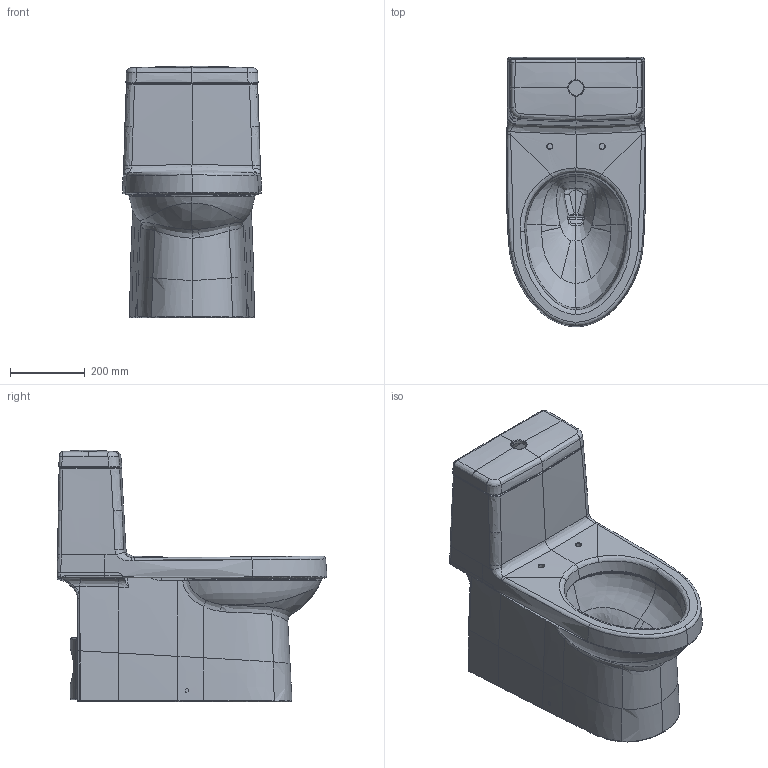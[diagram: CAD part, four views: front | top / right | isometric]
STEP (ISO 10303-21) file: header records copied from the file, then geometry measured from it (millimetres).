
FILE_DESCRIPTION(/* description */ (''),/* implementation_level */ '2;1');
FILE_NAME(/* name */ '460730_4607A1_4607AD_4607A4_4607AP.stp',/* time_stamp */ '2022-02-14T16:41:59+01:00',/* author */ (''),/* organization */ (''),/* preprocessor_version */ 'ST-DEVELOPER v18.1',/* originating_system */ 'SIEMENS PLM Software NX 1973',/* authorisation */ '');
FILE_SCHEMA (('AUTOMOTIVE_DESIGN { 1 0 10303 214 3 1 1 1 }'));
Products named in the file (1): koeb418CD693aoz5
Bounding box: 373.61 x 722.24 x 672.57 mm (x, y, z)
Volume: 23269663.7 mm3; surface area: 2880401.1 mm2
Topology: 3 solids, 8 shells, 1845 faces, 4729 edges, 2829 vertices
Faces by surface type: bspline 1544, plane 155, cylinder 56, extrusion 53, sphere 25, torus 9, cone 3
Full cylindrical faces by diameter (mm): 10 x2, 15 x2, 90 x1
Entity records: 200767 total; most frequent: CARTESIAN_POINT 170029, ORIENTED_EDGE 9294, EDGE_CURVE 4647, B_SPLINE_CURVE_WITH_KNOTS 3587, VERTEX_POINT 2824, EDGE_LOOP 1865, ADVANCED_FACE 1841, FACE_OUTER_BOUND 1817
